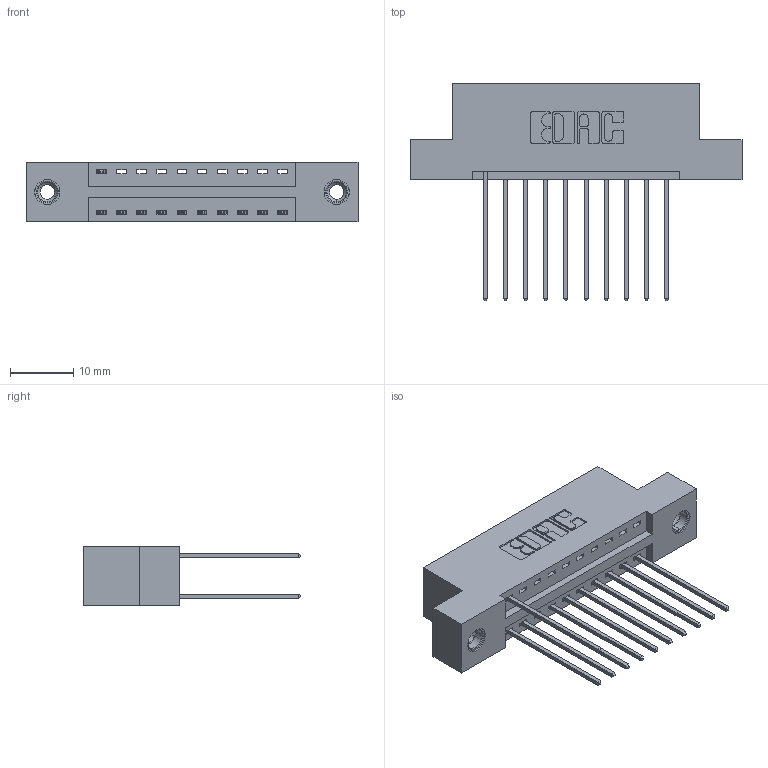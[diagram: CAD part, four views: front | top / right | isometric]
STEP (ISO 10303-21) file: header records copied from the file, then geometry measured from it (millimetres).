
FILE_DESCRIPTION (( 'STEP AP203' ), '1' );
FILE_NAME ('346-020-541-208.STEP', '2018-08-20T21:48:37', ( '' ), ( '' ), 'SwSTEP 2.0', 'SolidWorks 2016', '' );
FILE_SCHEMA (( 'CONFIG_CONTROL_DESIGN' ));
Length unit declared in the file: inch
Products named in the file (4): 346 Part_Flush Mounting Lugs - 0.156 Dia-TI; 345-292-001_345-293-141; 345-250-001_345-250-003-102; 346-020-541-208
Assembly tree (14 placements, depth 2):
  346-020-541-208
    346 Part_Flush Mounting Lugs - 0.156 Dia-TI
    345-292-001_345-293-141  x11
    345-250-001_345-250-003-102  x2
Bounding box: 52.32 x 34.29 x 9.4 mm (x, y, z)
Volume: 4829.3 mm3; surface area: 5990.9 mm2
Topology: 14 solids, 14 shells, 808 faces, 2359 edges, 1550 vertices
Faces by surface type: plane 538, cylinder 254, cone 12, torus 4
Entity records: 11750 total; most frequent: CARTESIAN_POINT 2002, ORIENTED_EDGE 1938, DIRECTION 1833, EDGE_CURVE 969, LINE 777, VECTOR 777, VERTEX_POINT 640, AXIS2_PLACEMENT_3D 528
